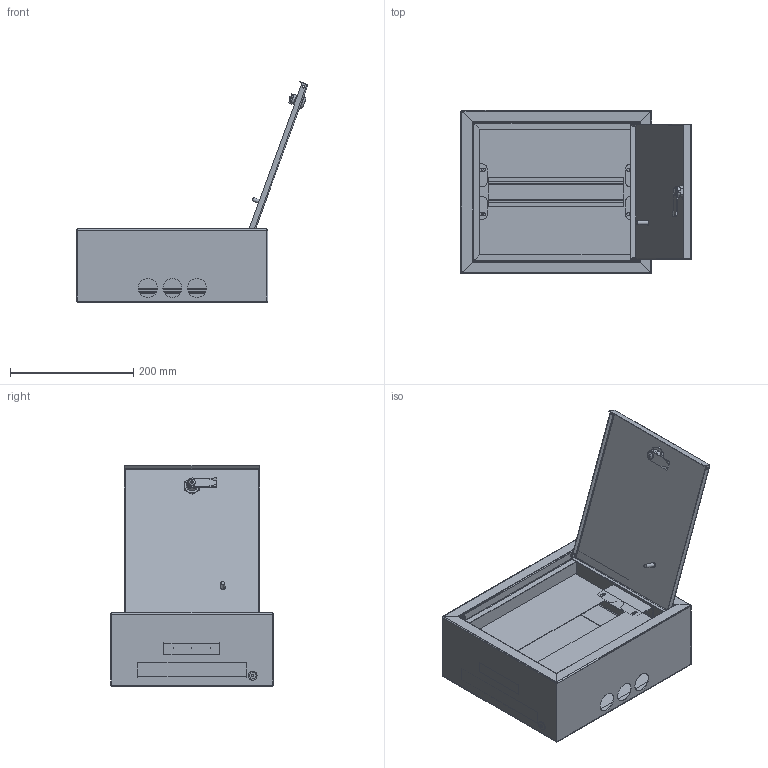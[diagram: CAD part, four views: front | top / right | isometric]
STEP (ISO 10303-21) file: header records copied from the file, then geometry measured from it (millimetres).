
FILE_DESCRIPTION (( 'STEP AP203' ), '1' );
FILE_NAME ('MKM14-N-12-31-Z TITAN 3 Êîðïóñ ìåòàëëè÷åñêèé ÙÐí-12 (265õ310õ120) IP31 IEK.STEP', '2023-12-19T07:54:37', ( '' ), ( '' ), 'SwSTEP 2.0', 'SolidWorks 2022', '' );
FILE_SCHEMA (( 'CONFIG_CONTROL_DESIGN' ));
Length unit declared in the file: millimetre
Products named in the file (20): КИВА 012.02.01_Дверь_012.02.01-00.1; IEK 701.009_IEK 701.009-02; КИВА 050.01.01_ЩРн-9,12; IEK 702.002_-03; Гайка фланцевая DIN 6923_М6; КИВА 050.04.00СБ_ЩРн-9,12; КИВА 050.04.01_ЩРн-9,12; КИВА 050.05.01_ЩРн-9,12; КИВА 050.01.00СБ_ЩРн-9,12; КИВА 050.01.04_КИВА 050.01.04; КИВА 050.05.00СБ_ЩРн-9,12; 705.026 Ось; Шпилька для конденсаторной сварки_М6х20; IEK 702.001_702.001-03; MKM14-N-12-31-Z TITAN 3 Корпус металлический ЩРн-12 (265х310х120) IP31 IEK; Замок 19-16-40; КИВА 012.02.00_Дверь в сборе_012.02.00-00.1; КИВА 012.00.01_ЩРн-12; Винт резьбовыдавливающий М4x8_-00; 705.025 Втулка
Assembly tree (28 placements, depth 4):
  MKM14-N-12-31-Z TITAN 3 Корпус металлический ЩРн-12 (265х310х120) IP31 IEK
    КИВА 050.01.00СБ_ЩРн-9,12
      КИВА 050.04.00СБ_ЩРн-9,12
        КИВА 050.04.01_ЩРн-9,12
        КИВА 050.01.04_КИВА 050.01.04
        IEK 701.009_IEK 701.009-02
      КИВА 050.05.00СБ_ЩРн-9,12
        КИВА 050.05.01_ЩРн-9,12
        КИВА 050.01.04_КИВА 050.01.04
        IEK 701.009_IEK 701.009-02
      КИВА 050.01.01_ЩРн-9,12
      Гайка фланцевая DIN 6923_М6
    КИВА 012.02.00_Дверь в сборе_012.02.00-00.1
      КИВА 012.02.01_Дверь_012.02.01-00.1
      Шпилька для конденсаторной сварки_М6х20
      Замок 19-16-40
    IEK 702.001_702.001-03
    IEK 702.002_-03
    705.025 Втулка  x4
    705.026 Ось  x2
    Винт резьбовыдавливающий М4x8_-00  x4
    КИВА 012.00.01_ЩРн-12
Bounding box: 376.47 x 264.8 x 359.77 mm (x, y, z)
Volume: 367076.6 mm3; surface area: 893143.8 mm2
Topology: 25 solids, 26 shells, 704 faces, 1647 edges, 1021 vertices
Faces by surface type: plane 400, cylinder 210, bspline 44, torus 24, cone 21, sphere 5
Full cylindrical faces by diameter (mm): 0.1 x6, 1 x1, 2.9 x2, 3.4 x10, 3.9 x4, 4 x9, 4.2 x12, 5.5 x8, 6 x1, 6.2 x2, 6.9 x4, 7 x4, 7.5 x2, 8 x1, 10 x8, 11 x1, 14.2 x1, 14.6 x1, 23 x1, 31 x3
Entity records: 18569 total; most frequent: CARTESIAN_POINT 4302, DIRECTION 2399, ORIENTED_EDGE 2358, EDGE_CURVE 1179, AXIS2_PLACEMENT_3D 815, VECTOR 769, LINE 769, VERTEX_POINT 750
